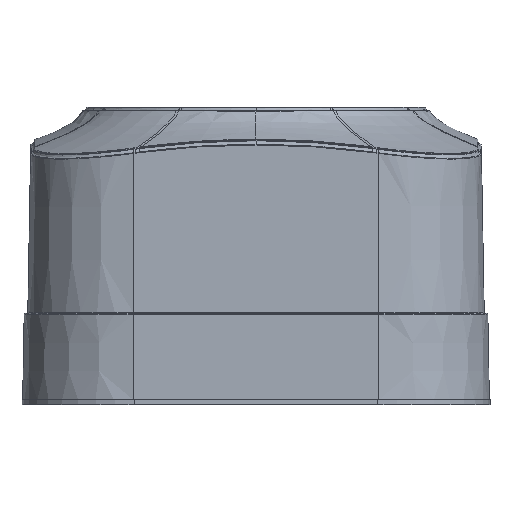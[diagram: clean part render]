
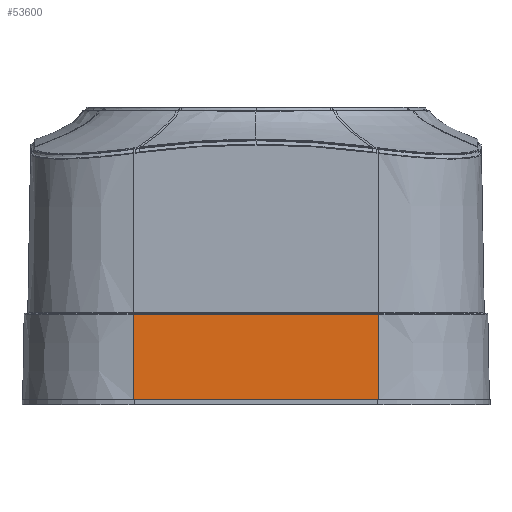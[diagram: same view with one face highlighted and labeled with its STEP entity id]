
A CAD part, left-side view. The second image highlights one B-rep face of the part: STEP entity #53600.
In plain terms, the highlighted face is planar.
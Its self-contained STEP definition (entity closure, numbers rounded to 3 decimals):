
#843 = FACE_OUTER_BOUND ( 'NONE', #2704, .T. ) ;
#2704 = EDGE_LOOP ( 'NONE', ( #78161, #84590, #73883, #60503 ) ) ;
#5292 = CARTESIAN_POINT ( 'NONE',  ( -32.359, 0., 17.02 ) ) ;
#5709 = CARTESIAN_POINT ( 'NONE',  ( -32.15, 12., 19.863 ) ) ;
#7025 = LINE ( 'NONE', #5292, #68279 ) ;
#7122 = VECTOR ( 'NONE', #70082, 1000. ) ;
#8064 = VERTEX_POINT ( 'NONE', #53019 ) ;
#12749 = DIRECTION ( 'NONE',  ( 0.017, 1., 0. ) ) ;
#16502 = CARTESIAN_POINT ( 'NONE',  ( -32.359, 0., -17.02 ) ) ;
#17680 = EDGE_CURVE ( 'NONE', #41061, #8064, #23526, .T. ) ;
#21915 = VERTEX_POINT ( 'NONE', #49583 ) ;
#23526 = LINE ( 'NONE', #16502, #7122 ) ;
#25911 = DIRECTION ( 'NONE',  ( -1., 0.017, 0. ) ) ;
#27372 = AXIS2_PLACEMENT_3D ( 'NONE', #5709, #25911, #79514 ) ;
#30170 = CARTESIAN_POINT ( 'NONE',  ( -32.359, 0., 17.02 ) ) ;
#35434 = VECTOR ( 'NONE', #76330, 1000. ) ;
#35899 = LINE ( 'NONE', #30170, #35434 ) ;
#36002 = DIRECTION ( 'NONE',  ( 0., 0., 1. ) ) ;
#37057 = EDGE_CURVE ( 'NONE', #78142, #41061, #35899, .T. ) ;
#39132 = EDGE_CURVE ( 'NONE', #78142, #21915, #7025, .T. ) ;
#41061 = VERTEX_POINT ( 'NONE', #80765 ) ;
#47830 = PLANE ( 'NONE',  #27372 ) ;
#49532 = EDGE_CURVE ( 'NONE', #8064, #21915, #83880, .T. ) ;
#49583 = CARTESIAN_POINT ( 'NONE',  ( -32.152, 11.902, 17.02 ) ) ;
#53019 = CARTESIAN_POINT ( 'NONE',  ( -32.152, 11.902, -17.02 ) ) ;
#53600 = ADVANCED_FACE ( 'NONE', ( #843 ), #47830, .T. ) ;
#60503 = ORIENTED_EDGE ( 'NONE', *, *, #49532, .F. ) ;
#62790 = CARTESIAN_POINT ( 'NONE',  ( -32.359, 0., 17.02 ) ) ;
#63696 = CARTESIAN_POINT ( 'NONE',  ( -32.152, 11.902, -17.02 ) ) ;
#66339 = VECTOR ( 'NONE', #36002, 1000. ) ;
#68279 = VECTOR ( 'NONE', #12749, 1000. ) ;
#70082 = DIRECTION ( 'NONE',  ( 0.017, 1., 0. ) ) ;
#73883 = ORIENTED_EDGE ( 'NONE', *, *, #39132, .T. ) ;
#76330 = DIRECTION ( 'NONE',  ( 0., 0., -1. ) ) ;
#78142 = VERTEX_POINT ( 'NONE', #62790 ) ;
#78161 = ORIENTED_EDGE ( 'NONE', *, *, #17680, .F. ) ;
#79514 = DIRECTION ( 'NONE',  ( 0., 0., 1. ) ) ;
#80765 = CARTESIAN_POINT ( 'NONE',  ( -32.359, 0., -17.02 ) ) ;
#83880 = LINE ( 'NONE', #63696, #66339 ) ;
#84590 = ORIENTED_EDGE ( 'NONE', *, *, #37057, .F. ) ;
